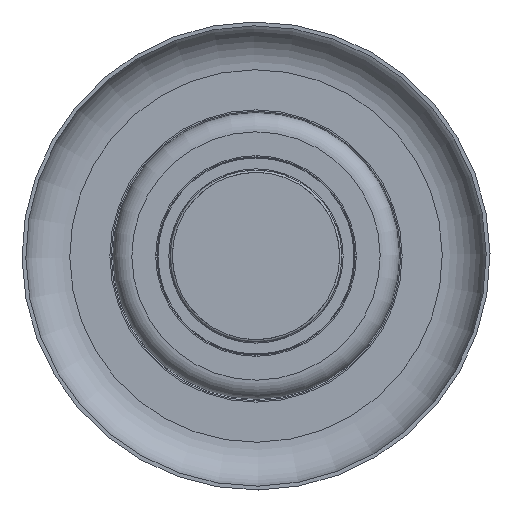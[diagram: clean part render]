
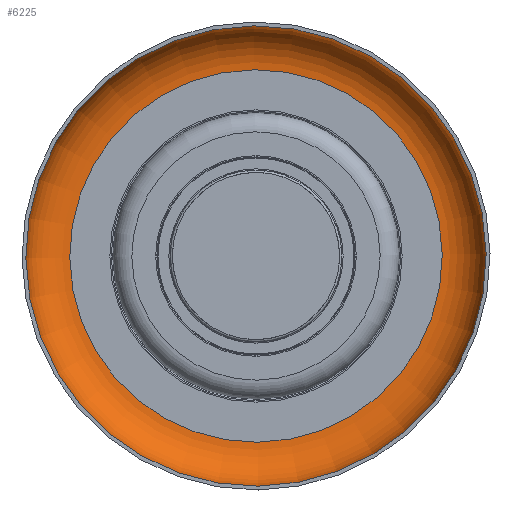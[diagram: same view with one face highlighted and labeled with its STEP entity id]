
A CAD part, front view. The second image highlights one B-rep face of the part: STEP entity #6225.
In plain terms, the highlighted toroidal (fillet/blend) face has major radius 195 mm and minor radius 46 mm.
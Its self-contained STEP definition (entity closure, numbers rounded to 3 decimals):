
#485=TOROIDAL_SURFACE('',#6567,195.,46.);
#551=FACE_OUTER_BOUND('',#842,.T.);
#842=EDGE_LOOP('',(#3989,#3990,#3991,#3992,#3993,#3994,#3995));
#1828=CIRCLE('',#6565,195.);
#1829=CIRCLE('',#6566,195.);
#1830=CIRCLE('',#6568,46.);
#1831=CIRCLE('',#6569,241.);
#1832=CIRCLE('',#6570,241.);
#1833=CIRCLE('',#6571,241.);
#2330=VERTEX_POINT('',#9216);
#2331=VERTEX_POINT('',#9217);
#2332=VERTEX_POINT('',#9221);
#2333=VERTEX_POINT('',#9223);
#2334=VERTEX_POINT('',#9225);
#3039=EDGE_CURVE('',#2330,#2331,#1828,.T.);
#3040=EDGE_CURVE('',#2331,#2330,#1829,.T.);
#3041=EDGE_CURVE('',#2331,#2332,#1830,.T.);
#3042=EDGE_CURVE('',#2333,#2332,#1831,.T.);
#3043=EDGE_CURVE('',#2334,#2333,#1832,.T.);
#3044=EDGE_CURVE('',#2332,#2334,#1833,.T.);
#3989=ORIENTED_EDGE('',*,*,#3039,.T.);
#3990=ORIENTED_EDGE('',*,*,#3041,.T.);
#3991=ORIENTED_EDGE('',*,*,#3042,.F.);
#3992=ORIENTED_EDGE('',*,*,#3043,.F.);
#3993=ORIENTED_EDGE('',*,*,#3044,.F.);
#3994=ORIENTED_EDGE('',*,*,#3041,.F.);
#3995=ORIENTED_EDGE('',*,*,#3040,.T.);
#6225=ADVANCED_FACE('',(#551),#485,.F.);
#6565=AXIS2_PLACEMENT_3D('',#9218,#7383,#7384);
#6566=AXIS2_PLACEMENT_3D('',#9219,#7385,#7386);
#6567=AXIS2_PLACEMENT_3D('',#9220,#7387,#7388);
#6568=AXIS2_PLACEMENT_3D('',#9222,#7389,#7390);
#6569=AXIS2_PLACEMENT_3D('',#9224,#7391,#7392);
#6570=AXIS2_PLACEMENT_3D('',#9226,#7393,#7394);
#6571=AXIS2_PLACEMENT_3D('',#9227,#7395,#7396);
#7383=DIRECTION('center_axis',(0.,1.,0.));
#7384=DIRECTION('ref_axis',(1.,0.,0.01));
#7385=DIRECTION('center_axis',(0.,1.,0.));
#7386=DIRECTION('ref_axis',(1.,0.,0.01));
#7387=DIRECTION('center_axis',(0.,1.,0.));
#7388=DIRECTION('ref_axis',(-0.01,0.,1.));
#7389=DIRECTION('center_axis',(-1.,0.,-0.01));
#7390=DIRECTION('ref_axis',(0.01,0.,-1.));
#7391=DIRECTION('center_axis',(0.,1.,0.));
#7392=DIRECTION('ref_axis',(1.,0.,0.01));
#7393=DIRECTION('center_axis',(0.,1.,0.));
#7394=DIRECTION('ref_axis',(1.,0.,0.01));
#7395=DIRECTION('center_axis',(0.,1.,0.));
#7396=DIRECTION('ref_axis',(1.,0.,0.01));
#9216=CARTESIAN_POINT('',(-194.991,96.,-1.868));
#9217=CARTESIAN_POINT('',(1.868,96.,-194.991));
#9218=CARTESIAN_POINT('Origin',(0.,96.,0.));
#9219=CARTESIAN_POINT('Origin',(0.,96.,0.));
#9220=CARTESIAN_POINT('Origin',(0.,50.,0.));
#9221=CARTESIAN_POINT('',(2.309,50.,-240.989));
#9222=CARTESIAN_POINT('Origin',(1.868,50.,-194.991));
#9223=CARTESIAN_POINT('',(240.989,50.,2.309));
#9224=CARTESIAN_POINT('Origin',(0.,50.,0.));
#9225=CARTESIAN_POINT('',(-240.989,50.,-2.309));
#9226=CARTESIAN_POINT('Origin',(0.,50.,0.));
#9227=CARTESIAN_POINT('Origin',(0.,50.,0.));
